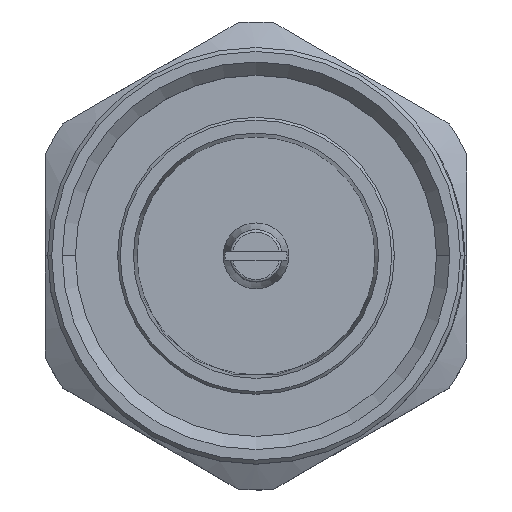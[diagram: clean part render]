
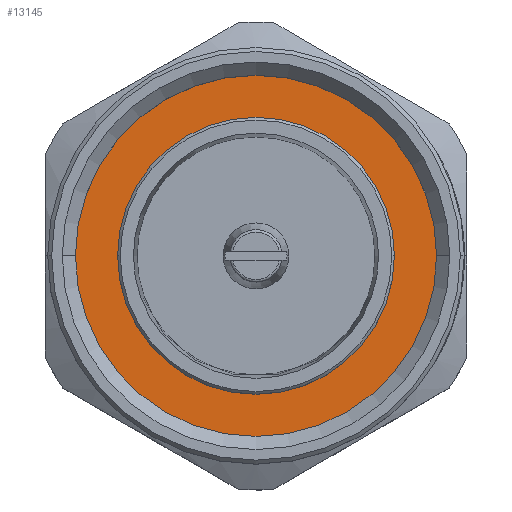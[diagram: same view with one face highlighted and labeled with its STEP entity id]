
A CAD part, top view. The second image highlights one B-rep face of the part: STEP entity #13145.
In plain terms, the highlighted planar face has unit normal (0, 0, 1).
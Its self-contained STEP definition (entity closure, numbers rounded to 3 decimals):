
#170 = EDGE_CURVE ( 'NONE', #3194, #3201, #14146, .T. ) ;
#325 = AXIS2_PLACEMENT_3D ( 'NONE', #2069, #2076, #2077 ) ;
#1243 = FACE_OUTER_BOUND ( 'NONE', #5700, .T. ) ;
#1254 = FACE_BOUND ( 'NONE', #5699, .T. ) ;
#1257 = AXIS2_PLACEMENT_3D ( 'NONE', #10629, #10630, #10631 ) ;
#2069 = CARTESIAN_POINT ( 'NONE',  ( 0., 0., -5.176 ) ) ;
#2076 = DIRECTION ( 'NONE',  ( 0., 0., -1. ) ) ;
#2077 = DIRECTION ( 'NONE',  ( -1., 0., 0. ) ) ;
#3111 = ORIENTED_EDGE ( 'NONE', *, *, #4682, .T. ) ;
#3112 = ORIENTED_EDGE ( 'NONE', *, *, #14701, .T. ) ;
#3113 = ORIENTED_EDGE ( 'NONE', *, *, #4733, .T. ) ;
#3114 = ORIENTED_EDGE ( 'NONE', *, *, #170, .T. ) ;
#3194 = VERTEX_POINT ( 'NONE', #13385 ) ;
#3201 = VERTEX_POINT ( 'NONE', #13392 ) ;
#4501 = AXIS2_PLACEMENT_3D ( 'NONE', #8526, #8527, #8528 ) ;
#4682 = EDGE_CURVE ( 'NONE', #5239, #5238, #7324, .T. ) ;
#4733 = EDGE_CURVE ( 'NONE', #3201, #3194, #7345, .T. ) ;
#5120 = AXIS2_PLACEMENT_3D ( 'NONE', #8283, #8284, #8285 ) ;
#5238 = VERTEX_POINT ( 'NONE', #8756 ) ;
#5239 = VERTEX_POINT ( 'NONE', #8757 ) ;
#5699 = EDGE_LOOP ( 'NONE', ( #3113, #3114 ) ) ;
#5700 = EDGE_LOOP ( 'NONE', ( #3111, #3112 ) ) ;
#7324 = CIRCLE ( 'NONE', #5120, 13.7 ) ;
#7345 = CIRCLE ( 'NONE', #4501, 10.5 ) ;
#7734 = AXIS2_PLACEMENT_3D ( 'NONE', #12680, #12687, #12688 ) ;
#8283 = CARTESIAN_POINT ( 'NONE',  ( 0., 0., -5.176 ) ) ;
#8284 = DIRECTION ( 'NONE',  ( 0., 0., 1. ) ) ;
#8285 = DIRECTION ( 'NONE',  ( -1., 0., 0. ) ) ;
#8526 = CARTESIAN_POINT ( 'NONE',  ( 0., 0., -5.176 ) ) ;
#8527 = DIRECTION ( 'NONE',  ( 0., 0., -1. ) ) ;
#8528 = DIRECTION ( 'NONE',  ( -1., 0., 0. ) ) ;
#8756 = CARTESIAN_POINT ( 'NONE',  ( -13.7, 0., -5.176 ) ) ;
#8757 = CARTESIAN_POINT ( 'NONE',  ( 13.7, 0., -5.176 ) ) ;
#10628 = PLANE ( 'NONE',  #1257 ) ;
#10629 = CARTESIAN_POINT ( 'NONE',  ( 0., 2.019, -5.176 ) ) ;
#10630 = DIRECTION ( 'NONE',  ( 0., 0., -1. ) ) ;
#10631 = DIRECTION ( 'NONE',  ( -1., 0., 0. ) ) ;
#12680 = CARTESIAN_POINT ( 'NONE',  ( 0., 0., -5.176 ) ) ;
#12687 = DIRECTION ( 'NONE',  ( 0., 0., 1. ) ) ;
#12688 = DIRECTION ( 'NONE',  ( -1., 0., 0. ) ) ;
#13145 = ADVANCED_FACE ( 'NONE', ( #1243, #1254 ), #10628, .F. ) ;
#13385 = CARTESIAN_POINT ( 'NONE',  ( -10.5, 0., -5.176 ) ) ;
#13392 = CARTESIAN_POINT ( 'NONE',  ( 10.5, 0., -5.176 ) ) ;
#14146 = CIRCLE ( 'NONE', #325, 10.5 ) ;
#14509 = CIRCLE ( 'NONE', #7734, 13.7 ) ;
#14701 = EDGE_CURVE ( 'NONE', #5238, #5239, #14509, .T. ) ;
